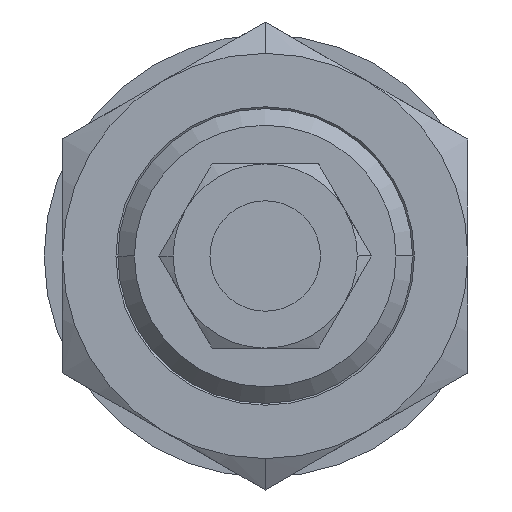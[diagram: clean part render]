
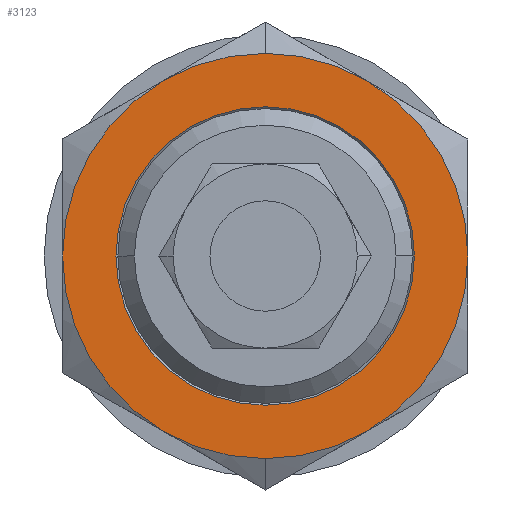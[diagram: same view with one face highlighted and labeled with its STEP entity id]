
A CAD part, front view. The second image highlights one B-rep face of the part: STEP entity #3123.
In plain terms, the highlighted face is planar.
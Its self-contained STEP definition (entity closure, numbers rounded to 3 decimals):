
#2184=CARTESIAN_POINT('',(-8.1,0.0,0.0));
#2185=VERTEX_POINT('',#2184);
#2193=CARTESIAN_POINT('',(8.1,0.,0.0));
#2194=VERTEX_POINT('',#2193);
#2201=CARTESIAN_POINT('',(0.0,0.0,0.0));
#2202=DIRECTION('',(0.0,0.0,1.0));
#2203=DIRECTION('',(-1.0,0.0,0.0));
#2204=AXIS2_PLACEMENT_3D('',#2201,#2202,#2203);
#2205=CIRCLE('',#2204,8.1);
#2206=EDGE_CURVE('',#2185,#2194,#2205,.T.);
#2296=CARTESIAN_POINT('',(0.,-11.,0.0));
#2297=VERTEX_POINT('',#2296);
#2306=CARTESIAN_POINT('',(5.5,-9.526,0.));
#2307=VERTEX_POINT('',#2306);
#2308=CARTESIAN_POINT('',(0.0,0.0,0.0));
#2309=DIRECTION('',(0.0,0.0,-1.0));
#2310=DIRECTION('',(0.0,-1.0,0.0));
#2311=AXIS2_PLACEMENT_3D('',#2308,#2309,#2310);
#2312=CIRCLE('',#2311,11.);
#2313=EDGE_CURVE('',#2307,#2297,#2312,.T.);
#2338=CARTESIAN_POINT('',(0.,11.,0.0));
#2339=VERTEX_POINT('',#2338);
#2346=CARTESIAN_POINT('',(5.5,9.526,0.));
#2347=VERTEX_POINT('',#2346);
#2361=CARTESIAN_POINT('',(0.0,0.0,0.0));
#2362=DIRECTION('',(0.0,0.0,-1.0));
#2363=DIRECTION('',(0.0,-1.0,0.0));
#2364=AXIS2_PLACEMENT_3D('',#2361,#2362,#2363);
#2365=CIRCLE('',#2364,11.);
#2366=EDGE_CURVE('',#2339,#2347,#2365,.T.);
#2391=CARTESIAN_POINT('',(11.,0.,0.));
#2392=VERTEX_POINT('',#2391);
#2406=CARTESIAN_POINT('',(0.0,0.0,0.0));
#2407=DIRECTION('',(0.0,0.0,-1.0));
#2408=DIRECTION('',(0.0,-1.0,0.0));
#2409=AXIS2_PLACEMENT_3D('',#2406,#2407,#2408);
#2410=CIRCLE('',#2409,11.);
#2411=EDGE_CURVE('',#2347,#2392,#2410,.T.);
#2422=CARTESIAN_POINT('',(-5.5,9.526,0.));
#2423=VERTEX_POINT('',#2422);
#2424=CARTESIAN_POINT('',(0.0,0.0,0.0));
#2425=DIRECTION('',(0.0,0.0,-1.0));
#2426=DIRECTION('',(0.0,-1.0,0.0));
#2427=AXIS2_PLACEMENT_3D('',#2424,#2425,#2426);
#2428=CIRCLE('',#2427,11.);
#2429=EDGE_CURVE('',#2423,#2339,#2428,.T.);
#2454=CARTESIAN_POINT('',(-11.0,0.0,0.));
#2455=VERTEX_POINT('',#2454);
#2482=CARTESIAN_POINT('',(0.0,0.0,0.0));
#2483=DIRECTION('',(0.0,0.0,-1.0));
#2484=DIRECTION('',(0.0,-1.0,0.0));
#2485=AXIS2_PLACEMENT_3D('',#2482,#2483,#2484);
#2486=CIRCLE('',#2485,11.);
#2487=EDGE_CURVE('',#2455,#2423,#2486,.T.);
#2512=CARTESIAN_POINT('',(-5.5,-9.526,0.));
#2513=VERTEX_POINT('',#2512);
#2514=CARTESIAN_POINT('',(0.0,0.0,0.0));
#2515=DIRECTION('',(0.0,0.0,-1.0));
#2516=DIRECTION('',(0.0,-1.0,0.0));
#2517=AXIS2_PLACEMENT_3D('',#2514,#2515,#2516);
#2518=CIRCLE('',#2517,11.);
#2519=EDGE_CURVE('',#2513,#2455,#2518,.T.);
#2556=CARTESIAN_POINT('',(0.0,0.0,0.0));
#2557=DIRECTION('',(0.0,0.0,-1.0));
#2558=DIRECTION('',(0.0,-1.0,0.0));
#2559=AXIS2_PLACEMENT_3D('',#2556,#2557,#2558);
#2560=CIRCLE('',#2559,11.);
#2561=EDGE_CURVE('',#2297,#2513,#2560,.T.);
#2586=CARTESIAN_POINT('',(0.0,0.0,0.0));
#2587=DIRECTION('',(0.0,0.0,-1.0));
#2588=DIRECTION('',(0.0,-1.0,0.0));
#2589=AXIS2_PLACEMENT_3D('',#2586,#2587,#2588);
#2590=CIRCLE('',#2589,11.);
#2591=EDGE_CURVE('',#2392,#2307,#2590,.T.);
#2936=CARTESIAN_POINT('',(0.0,0.0,0.0));
#2937=DIRECTION('',(0.0,0.0,1.0));
#2938=DIRECTION('',(-1.0,0.0,0.0));
#2939=AXIS2_PLACEMENT_3D('',#2936,#2937,#2938);
#2940=CIRCLE('',#2939,8.1);
#2941=EDGE_CURVE('',#2194,#2185,#2940,.T.);
#3104=CARTESIAN_POINT('',(0.,0.,0.0));
#3105=DIRECTION('',(0.0,0.0,1.0));
#3106=DIRECTION('',(1.0,0.0,0.0));
#3107=AXIS2_PLACEMENT_3D('',#3104,#3105,#3106);
#3108=PLANE('',#3107);
#3109=ORIENTED_EDGE('',*,*,#2591,.T.);
#3110=ORIENTED_EDGE('',*,*,#2313,.T.);
#3111=ORIENTED_EDGE('',*,*,#2561,.T.);
#3112=ORIENTED_EDGE('',*,*,#2519,.T.);
#3113=ORIENTED_EDGE('',*,*,#2487,.T.);
#3114=ORIENTED_EDGE('',*,*,#2429,.T.);
#3115=ORIENTED_EDGE('',*,*,#2366,.T.);
#3116=ORIENTED_EDGE('',*,*,#2411,.T.);
#3117=EDGE_LOOP('',(#3109,#3110,#3111,#3112,#3113,#3114,#3115,#3116));
#3118=FACE_OUTER_BOUND('',#3117,.T.);
#3119=ORIENTED_EDGE('',*,*,#2206,.T.);
#3120=ORIENTED_EDGE('',*,*,#2941,.T.);
#3121=EDGE_LOOP('',(#3119,#3120));
#3122=FACE_BOUND('',#3121,.T.);
#3123=ADVANCED_FACE('',(#3118,#3122),#3108,.F.);
